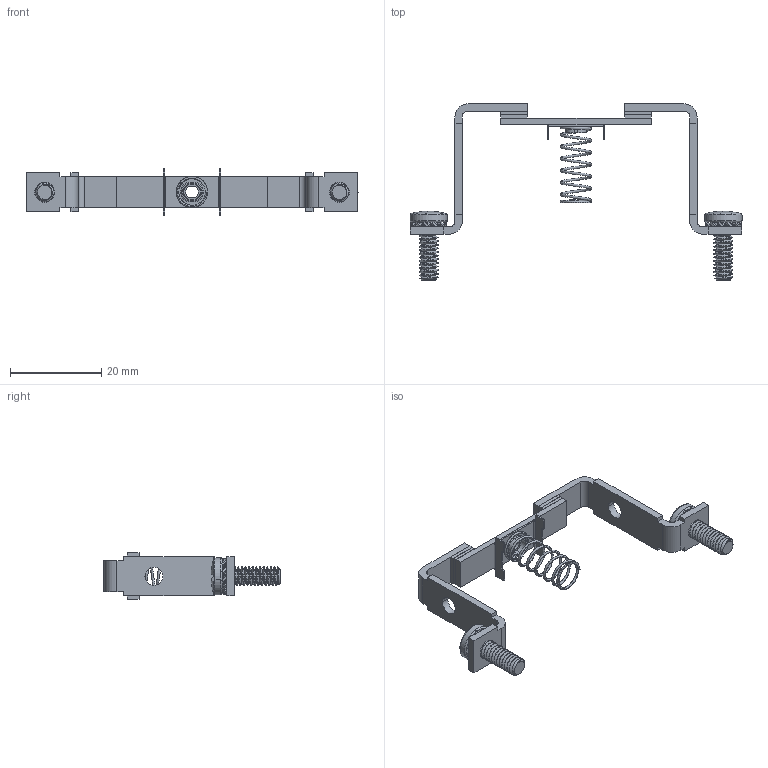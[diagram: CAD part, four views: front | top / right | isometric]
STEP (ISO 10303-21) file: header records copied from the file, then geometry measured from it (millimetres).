
FILE_DESCRIPTION (( 'STEP AP214' ), '1' );
FILE_NAME ('B6-22-2.STEP', '2019-09-05T22:14:39', ( '' ), ( '' ), 'SwSTEP 2.0', 'SolidWorks 2017', '' );
FILE_SCHEMA (( 'AUTOMOTIVE_DESIGN' ));
Length unit declared in the file: millimetre
Products named in the file (1): B6-22-2
Bounding box: 72.82 x 38.66 x 10.16 mm (x, y, z)
Surface area: 4280.5 mm2 (no closed solid volume)
Topology: 0 solids, 13 shells, 524 faces, 1461 edges, 943 vertices
Faces by surface type: cylinder 245, plane 141, bspline 108, torus 16, sphere 8, cone 6
Entity records: 30734 total; most frequent: CARTESIAN_POINT 13265, ORIENTED_EDGE 2745, DIRECTION 1940, EDGE_CURVE 1461, VERTEX_POINT 943, VECTOR 702, LINE 702, AXIS2_PLACEMENT_3D 619
